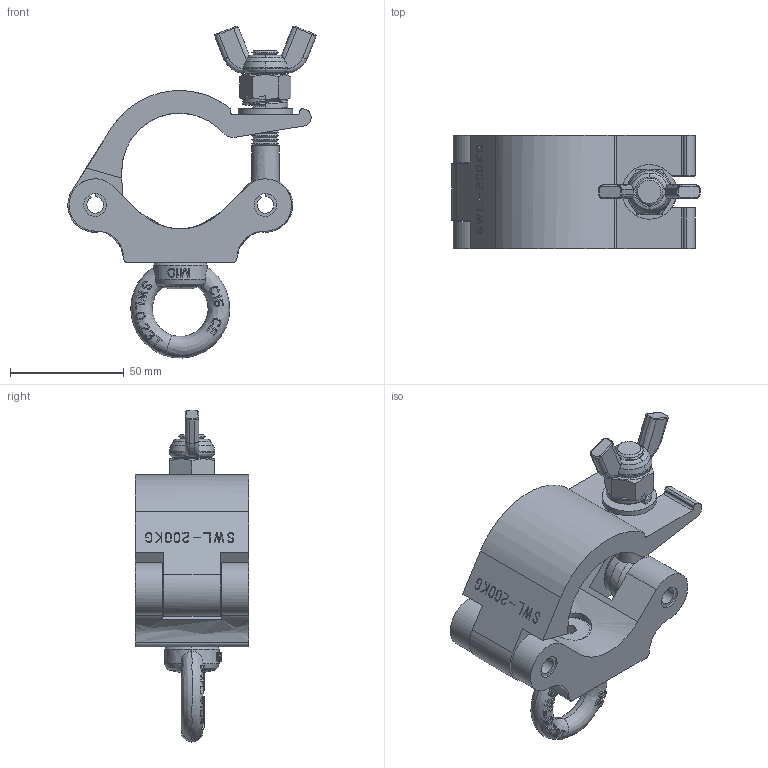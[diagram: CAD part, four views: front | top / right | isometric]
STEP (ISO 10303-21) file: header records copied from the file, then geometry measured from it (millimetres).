
FILE_DESCRIPTION(/* description */ (''),/* implementation_level */ '2;1');
FILE_NAME(/* name */ 'RI7938~1',/* time_stamp */ '2021-11-03T09:48:11+08:00',/* author */ (''),/* organization */ (''),/* preprocessor_version */ 'ST-DEVELOPER v16.5',/* originating_system */ '',/* authorisation */ '');
FILE_SCHEMA (('AUTOMOTIVE_DESIGN'));
Length unit declared in the file: millimetre
Products named in the file (1): Document
Bounding box: 109.31 x 50 x 146.18 mm (x, y, z)
Volume: 84203.5 mm3; surface area: 56727.2 mm2
Topology: 9 solids, 14 shells, 982 faces, 2559 edges, 1618 vertices
Faces by surface type: plane 564, bspline 418
Entity records: 37207 total; most frequent: CARTESIAN_POINT 21244, ORIENTED_EDGE 5052, EDGE_CURVE 2538, B_SPLINE_CURVE_WITH_KNOTS 1888, VERTEX_POINT 1610, EDGE_LOOP 1026, ADVANCED_FACE 971, FACE_OUTER_BOUND 971
